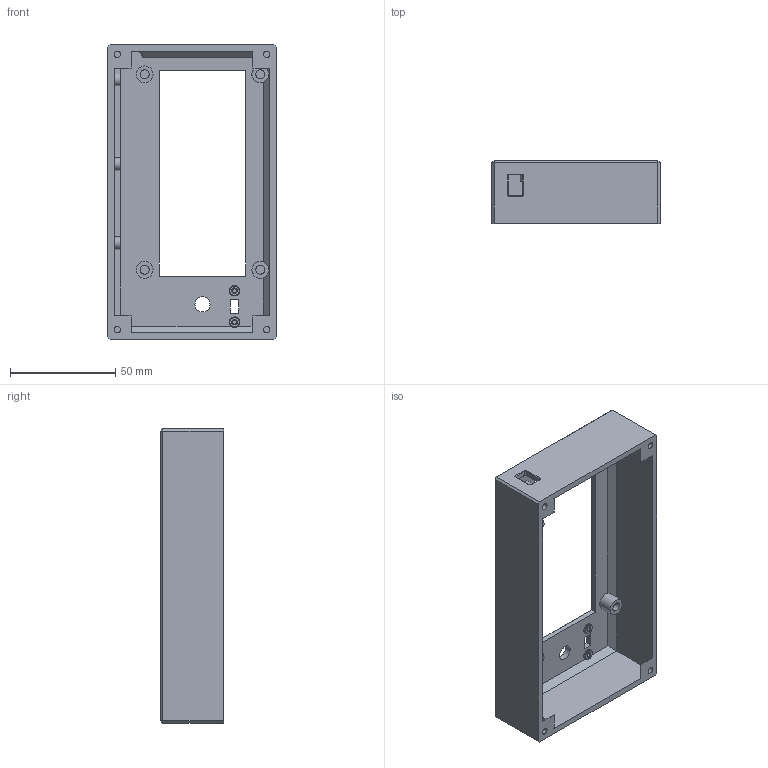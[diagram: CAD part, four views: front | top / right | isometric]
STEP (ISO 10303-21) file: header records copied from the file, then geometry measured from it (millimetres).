
FILE_DESCRIPTION(/* description */ (''),/* implementation_level */ '2;1');
FILE_NAME(/* name */ 'Wankler v24.step',/* time_stamp */ '2020-09-30T16:50:14+02:00',/* author */ (''),/* organization */ (''),/* preprocessor_version */ 'ST-DEVELOPER v18.1',/* originating_system */ 'Autodesk Translation Framework v9.3.0.1241',/* authorisation */ '');
FILE_SCHEMA (('AUTOMOTIVE_DESIGN { 1 0 10303 214 3 1 1 }'));
Length unit declared in the file: millimetre
Products named in the file (2): Wankler; Base
Assembly tree (1 placements, depth 2):
  Wankler
    Base
Bounding box: 80 x 30 x 140 mm (x, y, z)
Volume: 58910.5 mm3; surface area: 40714.4 mm2
Topology: 1 solids, 1 shells, 149 faces, 326 edges, 202 vertices
Faces by surface type: plane 100, cylinder 33, cone 16
Full cylindrical faces by diameter (mm): 2 x2, 2.8 x4, 3 x4, 4.3 x4, 5 x2, 6 x4, 7 x1, 7.2 x1, 8 x4
Entity records: 4106 total; most frequent: DIRECTION 724, CARTESIAN_POINT 680, ORIENTED_EDGE 652, EDGE_CURVE 326, AXIS2_PLACEMENT_3D 246, LINE 232, VECTOR 232, VERTEX_POINT 202
